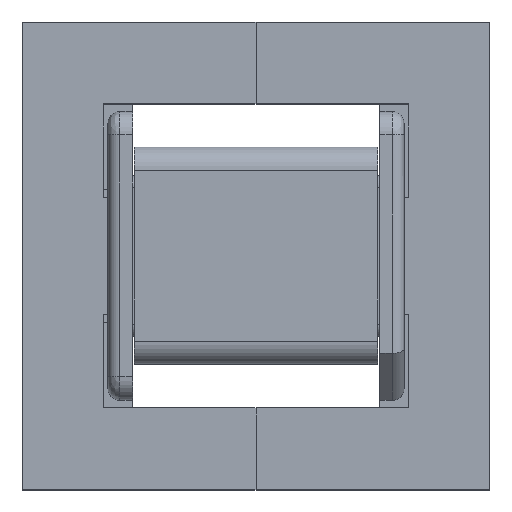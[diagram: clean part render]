
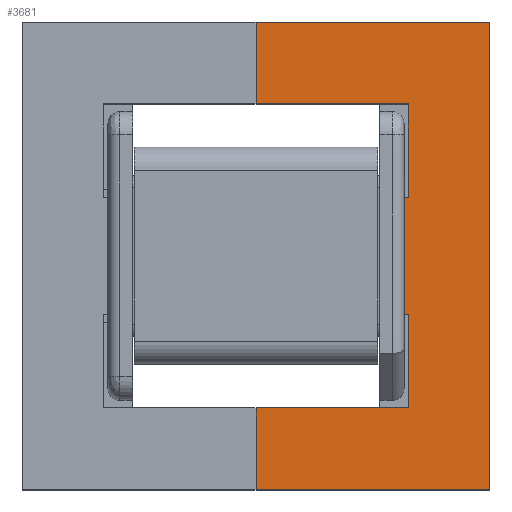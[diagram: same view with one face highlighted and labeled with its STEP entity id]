
A CAD part, top view. The second image highlights one B-rep face of the part: STEP entity #3681.
In plain terms, the highlighted planar face has unit normal (0, 0, 1).
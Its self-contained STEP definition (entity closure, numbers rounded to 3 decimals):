
#404=FACE_OUTER_BOUND('',#604,.T.);
#604=EDGE_LOOP('',(#3101,#3102,#3103,#3104,#3105,#3106,#3107,#3108,#3109,
#3110,#3111,#3112));
#940=LINE('',#5979,#1319);
#942=LINE('',#5983,#1321);
#943=LINE('',#5986,#1322);
#945=LINE('',#5990,#1324);
#948=LINE('',#5995,#1327);
#950=LINE('',#5999,#1329);
#951=LINE('',#6002,#1330);
#953=LINE('',#6006,#1332);
#956=LINE('',#6011,#1335);
#958=LINE('',#6015,#1337);
#960=LINE('',#6019,#1339);
#961=LINE('',#6021,#1340);
#1319=VECTOR('',#4943,1.);
#1321=VECTOR('',#4947,1.);
#1322=VECTOR('',#4950,1.);
#1324=VECTOR('',#4954,1.);
#1327=VECTOR('',#4959,1.);
#1329=VECTOR('',#4963,1.);
#1330=VECTOR('',#4966,1.);
#1332=VECTOR('',#4970,1.);
#1335=VECTOR('',#4975,1.);
#1337=VECTOR('',#4979,1.);
#1339=VECTOR('',#4983,1.);
#1340=VECTOR('',#4986,1.);
#1661=VERTEX_POINT('',#5975);
#1662=VERTEX_POINT('',#5977);
#1663=VERTEX_POINT('',#5981);
#1664=VERTEX_POINT('',#5985);
#1665=VERTEX_POINT('',#5989);
#1666=VERTEX_POINT('',#5993);
#1667=VERTEX_POINT('',#5997);
#1668=VERTEX_POINT('',#6001);
#1669=VERTEX_POINT('',#6005);
#1670=VERTEX_POINT('',#6009);
#1671=VERTEX_POINT('',#6013);
#1672=VERTEX_POINT('',#6017);
#2135=EDGE_CURVE('',#1662,#1661,#940,.T.);
#2137=EDGE_CURVE('',#1662,#1663,#942,.T.);
#2138=EDGE_CURVE('',#1663,#1664,#943,.T.);
#2140=EDGE_CURVE('',#1665,#1664,#945,.T.);
#2143=EDGE_CURVE('',#1666,#1665,#948,.T.);
#2145=EDGE_CURVE('',#1666,#1667,#950,.T.);
#2146=EDGE_CURVE('',#1667,#1668,#951,.T.);
#2148=EDGE_CURVE('',#1669,#1668,#953,.T.);
#2151=EDGE_CURVE('',#1670,#1669,#956,.T.);
#2153=EDGE_CURVE('',#1670,#1671,#958,.T.);
#2155=EDGE_CURVE('',#1671,#1672,#960,.T.);
#2156=EDGE_CURVE('',#1661,#1672,#961,.T.);
#3101=ORIENTED_EDGE('',*,*,#2151,.F.);
#3102=ORIENTED_EDGE('',*,*,#2153,.T.);
#3103=ORIENTED_EDGE('',*,*,#2155,.T.);
#3104=ORIENTED_EDGE('',*,*,#2156,.F.);
#3105=ORIENTED_EDGE('',*,*,#2135,.F.);
#3106=ORIENTED_EDGE('',*,*,#2137,.T.);
#3107=ORIENTED_EDGE('',*,*,#2138,.T.);
#3108=ORIENTED_EDGE('',*,*,#2140,.F.);
#3109=ORIENTED_EDGE('',*,*,#2143,.F.);
#3110=ORIENTED_EDGE('',*,*,#2145,.T.);
#3111=ORIENTED_EDGE('',*,*,#2146,.T.);
#3112=ORIENTED_EDGE('',*,*,#2148,.F.);
#3297=PLANE('',#4038);
#3681=ADVANCED_FACE('',(#404),#3297,.T.);
#4038=AXIS2_PLACEMENT_3D('',#6022,#4987,#4988);
#4943=DIRECTION('',(0.,1.,0.));
#4947=DIRECTION('',(1.,0.,0.));
#4950=DIRECTION('',(0.,-1.,0.));
#4954=DIRECTION('',(1.,0.,0.));
#4959=DIRECTION('',(0.,1.,0.));
#4963=DIRECTION('',(1.,0.,0.));
#4966=DIRECTION('',(0.,-1.,0.));
#4970=DIRECTION('',(1.,0.,0.));
#4975=DIRECTION('',(0.,1.,0.));
#4979=DIRECTION('',(1.,0.,0.));
#4983=DIRECTION('',(0.,1.,0.));
#4986=DIRECTION('',(1.,0.,0.));
#4987=DIRECTION('center_axis',(0.,0.,1.));
#4988=DIRECTION('ref_axis',(0.,1.,0.));
#5975=CARTESIAN_POINT('',(9.3,1.,10.1));
#5977=CARTESIAN_POINT('',(9.3,-2.5,10.1));
#5979=CARTESIAN_POINT('',(9.3,-19.,10.1));
#5981=CARTESIAN_POINT('',(15.8,-2.5,10.1));
#5983=CARTESIAN_POINT('',(9.3,-2.5,10.1));
#5985=CARTESIAN_POINT('',(15.8,-6.5,10.1));
#5986=CARTESIAN_POINT('',(15.8,-2.5,10.1));
#5989=CARTESIAN_POINT('',(9.3,-6.5,10.1));
#5990=CARTESIAN_POINT('',(9.3,-6.5,10.1));
#5993=CARTESIAN_POINT('',(9.3,-11.5,10.1));
#5995=CARTESIAN_POINT('',(9.3,-19.,10.1));
#5997=CARTESIAN_POINT('',(15.8,-11.5,10.1));
#5999=CARTESIAN_POINT('',(9.3,-11.5,10.1));
#6001=CARTESIAN_POINT('',(15.8,-15.5,10.1));
#6002=CARTESIAN_POINT('',(15.8,-11.5,10.1));
#6005=CARTESIAN_POINT('',(9.3,-15.5,10.1));
#6006=CARTESIAN_POINT('',(9.3,-15.5,10.1));
#6009=CARTESIAN_POINT('',(9.3,-19.,10.1));
#6011=CARTESIAN_POINT('',(9.3,-19.,10.1));
#6013=CARTESIAN_POINT('',(19.3,-19.,10.1));
#6015=CARTESIAN_POINT('',(9.3,-19.,10.1));
#6017=CARTESIAN_POINT('',(19.3,1.,10.1));
#6019=CARTESIAN_POINT('',(19.3,-19.,10.1));
#6021=CARTESIAN_POINT('',(9.3,1.,10.1));
#6022=CARTESIAN_POINT('Origin',(9.3,-19.,10.1));
